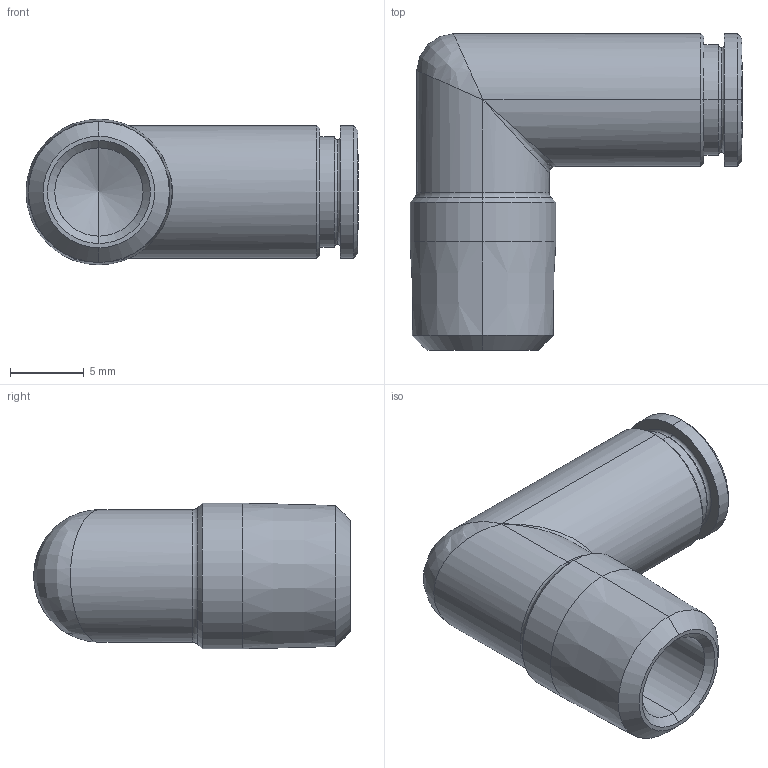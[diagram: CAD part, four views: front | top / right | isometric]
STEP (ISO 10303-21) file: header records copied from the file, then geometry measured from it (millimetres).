
FILE_DESCRIPTION (( 'STEP AP203' ), '1' );
FILE_NAME ('X0040011.STEP', '2010-09-22T13:15:29', ( '' ), ( 'sopra-pneumatic' ), 'SwSTEP 2.0', 'SolidWorks 2009', '' );
FILE_SCHEMA (( 'CONFIG_CONTROL_DESIGN' ));
Length unit declared in the file: millimetre
Products named in the file (1): X0040011
Bounding box: 22.54 x 21.5 x 9.9 mm (x, y, z)
Volume: 1508.5 mm3; surface area: 1677.4 mm2
Topology: 1 solids, 1 shells, 49 faces, 108 edges, 57 vertices
Faces by surface type: cylinder 19, cone 18, torus 6, plane 4, bspline 2
Entity records: 2098 total; most frequent: CARTESIAN_POINT 980, DIRECTION 239, ORIENTED_EDGE 200, AXIS2_PLACEMENT_3D 102, EDGE_CURVE 100, VERTEX_POINT 57, EDGE_LOOP 55, CIRCLE 54
